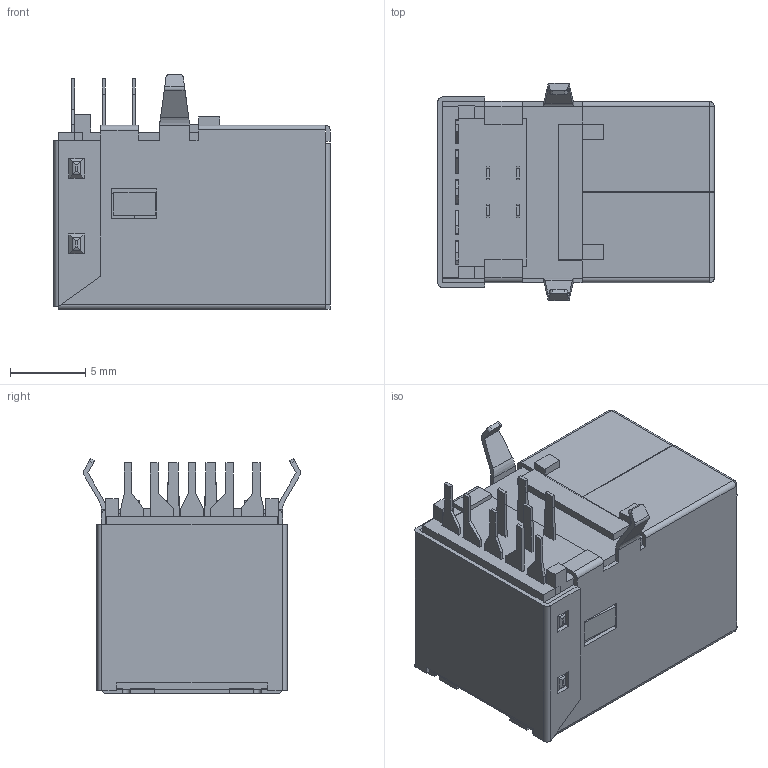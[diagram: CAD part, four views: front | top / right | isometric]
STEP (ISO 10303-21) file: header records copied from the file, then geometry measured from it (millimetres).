
FILE_DESCRIPTION(('STEP AP203'),'1');
FILE_NAME('44001.stp','2014-10-28T23:09:26',('TraceParts'),('TraceParts S.A.'),'XStep 1.0',' ',' ');
FILE_SCHEMA(('CONFIG_CONTROL_DESIGN'));
Length unit declared in the file: millimetre
Products named in the file (14): 1; 2; 3; 4; 5; 6; 7; 8; 9; 10; 11; 12; 13; 14
Bounding box: 18.3 x 14.4 x 15.56 mm (x, y, z)
Volume: 1563 mm3; surface area: 5380.4 mm2
Topology: 14 solids, 14 shells, 978 faces, 2721 edges, 1756 vertices
Faces by surface type: plane 792, cylinder 166, bspline 20
Entity records: 31764 total; most frequent: CARTESIAN_POINT 5928, ORIENTED_EDGE 5440, DIRECTION 4920, EDGE_CURVE 2720, LINE 2384, VECTOR 2384, VERTEX_POINT 1756, AXIS2_PLACEMENT_3D 1268
